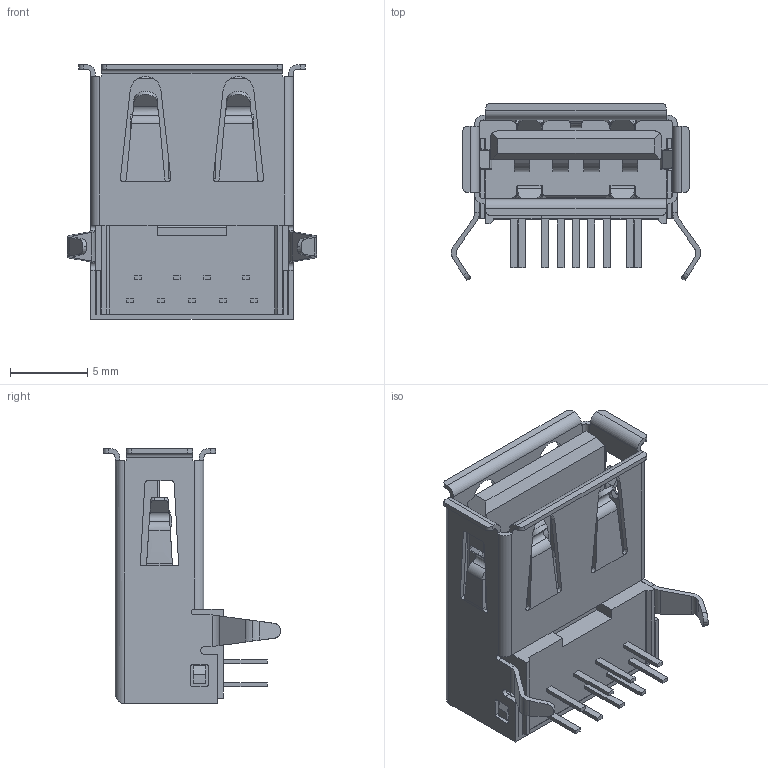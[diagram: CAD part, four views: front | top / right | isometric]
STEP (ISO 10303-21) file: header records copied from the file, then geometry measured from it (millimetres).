
FILE_DESCRIPTION(('STEP AP203'),'1');
FILE_NAME('1932258-1.stp','2020-10-29T10:06:37',('TraceParts'),('TraceParts S.A.'),'Spatial InterOp 3D',' ',' ');
FILE_SCHEMA(('CONFIG_CONTROL_DESIGN'));
Length unit declared in the file: millimetre
Products named in the file (1): 1
Bounding box: 16.1 x 11.45 x 16.48 mm (x, y, z)
Volume: 832.8 mm3; surface area: 1704.3 mm2
Topology: 1 solids, 1 shells, 420 faces, 1132 edges, 718 vertices
Faces by surface type: plane 251, cylinder 117, bspline 48, cone 4
Entity records: 20032 total; most frequent: CARTESIAN_POINT 9913, ORIENTED_EDGE 2264, DIRECTION 1826, EDGE_CURVE 1132, LINE 728, VECTOR 728, VERTEX_POINT 718, AXIS2_PLACEMENT_3D 549
